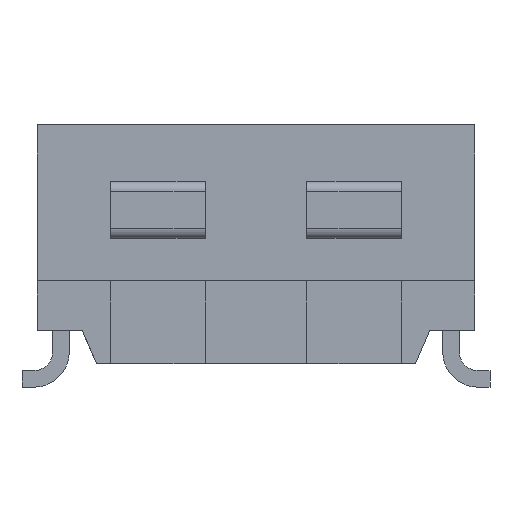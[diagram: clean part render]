
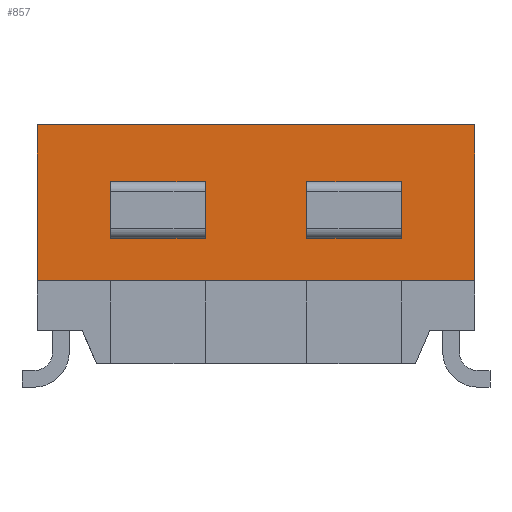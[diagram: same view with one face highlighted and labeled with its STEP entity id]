
A CAD part, left-side view. The second image highlights one B-rep face of the part: STEP entity #857.
In plain terms, the highlighted face is planar.
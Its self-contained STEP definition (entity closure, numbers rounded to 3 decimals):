
#857 = ADVANCED_FACE( '', ( #1824, #1825, #1826 ), #1827, .F. );
#1824 = FACE_OUTER_BOUND( '', #3102, .T. );
#1825 = FACE_BOUND( '', #3103, .T. );
#1826 = FACE_BOUND( '', #3104, .T. );
#1827 = PLANE( '', #3105 );
#3102 = EDGE_LOOP( '', ( #4624, #4625, #4626, #4627 ) );
#3103 = EDGE_LOOP( '', ( #4628, #4629, #4630, #4631 ) );
#3104 = EDGE_LOOP( '', ( #4632, #4633, #4634, #4635 ) );
#3105 = AXIS2_PLACEMENT_3D( '', #4636, #4637, #4638 );
#4624 = ORIENTED_EDGE( '', *, *, #8462, .T. );
#4625 = ORIENTED_EDGE( '', *, *, #8463, .F. );
#4626 = ORIENTED_EDGE( '', *, *, #8464, .F. );
#4627 = ORIENTED_EDGE( '', *, *, #8465, .T. );
#4628 = ORIENTED_EDGE( '', *, *, #8466, .T. );
#4629 = ORIENTED_EDGE( '', *, *, #8467, .T. );
#4630 = ORIENTED_EDGE( '', *, *, #8468, .T. );
#4631 = ORIENTED_EDGE( '', *, *, #8469, .T. );
#4632 = ORIENTED_EDGE( '', *, *, #8470, .F. );
#4633 = ORIENTED_EDGE( '', *, *, #8471, .F. );
#4634 = ORIENTED_EDGE( '', *, *, #8283, .F. );
#4635 = ORIENTED_EDGE( '', *, *, #8472, .F. );
#4636 = CARTESIAN_POINT( '', ( 6.35, -4.625, 2.5 ) );
#4637 = DIRECTION( '', ( -1., 0., 0. ) );
#4638 = DIRECTION( '', ( 0., 0., 1. ) );
#8283 = EDGE_CURVE( '', #9796, #9783, #9798, .T. );
#8462 = EDGE_CURVE( '', #10115, #10116, #10117, .T. );
#8463 = EDGE_CURVE( '', #10118, #10116, #10119, .T. );
#8464 = EDGE_CURVE( '', #10120, #10118, #10121, .T. );
#8465 = EDGE_CURVE( '', #10120, #10115, #10122, .T. );
#8466 = EDGE_CURVE( '', #10123, #10124, #10125, .T. );
#8467 = EDGE_CURVE( '', #10124, #10126, #10127, .T. );
#8468 = EDGE_CURVE( '', #10126, #10128, #10129, .T. );
#8469 = EDGE_CURVE( '', #10128, #10123, #10130, .T. );
#8470 = EDGE_CURVE( '', #10131, #10132, #10133, .T. );
#8471 = EDGE_CURVE( '', #9783, #10131, #10134, .T. );
#8472 = EDGE_CURVE( '', #10132, #9796, #10135, .T. );
#9783 = VERTEX_POINT( '', #11988 );
#9796 = VERTEX_POINT( '', #12007 );
#9798 = LINE( '', #12010, #12011 );
#10115 = VERTEX_POINT( '', #12459 );
#10116 = VERTEX_POINT( '', #12460 );
#10117 = LINE( '', #12461, #12462 );
#10118 = VERTEX_POINT( '', #12463 );
#10119 = LINE( '', #12464, #12465 );
#10120 = VERTEX_POINT( '', #12466 );
#10121 = LINE( '', #12467, #12468 );
#10122 = LINE( '', #12469, #12470 );
#10123 = VERTEX_POINT( '', #12471 );
#10124 = VERTEX_POINT( '', #12472 );
#10125 = LINE( '', #12473, #12474 );
#10126 = VERTEX_POINT( '', #12475 );
#10127 = LINE( '', #12476, #12477 );
#10128 = VERTEX_POINT( '', #12478 );
#10129 = LINE( '', #12479, #12480 );
#10130 = LINE( '', #12481, #12482 );
#10131 = VERTEX_POINT( '', #12483 );
#10132 = VERTEX_POINT( '', #12484 );
#10133 = LINE( '', #12485, #12486 );
#10134 = LINE( '', #12487, #12488 );
#10135 = LINE( '', #12489, #12490 );
#11988 = CARTESIAN_POINT( '', ( 6.35, 3.076, 4.6 ) );
#12007 = CARTESIAN_POINT( '', ( 6.35, 3.076, 3.4 ) );
#12010 = CARTESIAN_POINT( '', ( 6.35, 3.076, 2.5 ) );
#12011 = VECTOR( '', #15624, 1000. );
#12459 = CARTESIAN_POINT( '', ( 6.35, 4.625, 2.5 ) );
#12460 = CARTESIAN_POINT( '', ( 6.35, 4.625, 5.8 ) );
#12461 = CARTESIAN_POINT( '', ( 6.35, 4.625, 2.5 ) );
#12462 = VECTOR( '', #15805, 1000. );
#12463 = CARTESIAN_POINT( '', ( 6.35, -4.625, 5.8 ) );
#12464 = CARTESIAN_POINT( '', ( 6.35, -4.625, 5.8 ) );
#12465 = VECTOR( '', #15806, 1000. );
#12466 = CARTESIAN_POINT( '', ( 6.35, -4.625, 2.5 ) );
#12467 = CARTESIAN_POINT( '', ( 6.35, -4.625, 2.5 ) );
#12468 = VECTOR( '', #15807, 1000. );
#12469 = CARTESIAN_POINT( '', ( 6.35, -4.625, 2.5 ) );
#12470 = VECTOR( '', #15808, 1000. );
#12471 = CARTESIAN_POINT( '', ( 6.35, -3.076, 4.6 ) );
#12472 = CARTESIAN_POINT( '', ( 6.35, -1.075, 4.6 ) );
#12473 = CARTESIAN_POINT( '', ( 6.35, -4.625, 4.6 ) );
#12474 = VECTOR( '', #15809, 1000. );
#12475 = CARTESIAN_POINT( '', ( 6.35, -1.075, 3.4 ) );
#12476 = CARTESIAN_POINT( '', ( 6.35, -1.075, 2.5 ) );
#12477 = VECTOR( '', #15810, 1000. );
#12478 = CARTESIAN_POINT( '', ( 6.35, -3.076, 3.4 ) );
#12479 = CARTESIAN_POINT( '', ( 6.35, -4.625, 3.4 ) );
#12480 = VECTOR( '', #15811, 1000. );
#12481 = CARTESIAN_POINT( '', ( 6.35, -3.076, 2.5 ) );
#12482 = VECTOR( '', #15812, 1000. );
#12483 = CARTESIAN_POINT( '', ( 6.35, 1.075, 4.6 ) );
#12484 = CARTESIAN_POINT( '', ( 6.35, 1.075, 3.4 ) );
#12485 = CARTESIAN_POINT( '', ( 6.35, 1.075, 2.5 ) );
#12486 = VECTOR( '', #15813, 1000. );
#12487 = CARTESIAN_POINT( '', ( 6.35, -4.625, 4.6 ) );
#12488 = VECTOR( '', #15814, 1000. );
#12489 = CARTESIAN_POINT( '', ( 6.35, -4.625, 3.4 ) );
#12490 = VECTOR( '', #15815, 1000. );
#15624 = DIRECTION( '', ( 0., 0., 1. ) );
#15805 = DIRECTION( '', ( 0., 0., 1. ) );
#15806 = DIRECTION( '', ( 0., 1., 0. ) );
#15807 = DIRECTION( '', ( 0., 0., 1. ) );
#15808 = DIRECTION( '', ( 0., 1., 0. ) );
#15809 = DIRECTION( '', ( 0., 1., 0. ) );
#15810 = DIRECTION( '', ( 0., 0., -1. ) );
#15811 = DIRECTION( '', ( 0., -1., 0. ) );
#15812 = DIRECTION( '', ( 0., 0., 1. ) );
#15813 = DIRECTION( '', ( 0., 0., -1. ) );
#15814 = DIRECTION( '', ( 0., -1., 0. ) );
#15815 = DIRECTION( '', ( 0., 1., 0. ) );
